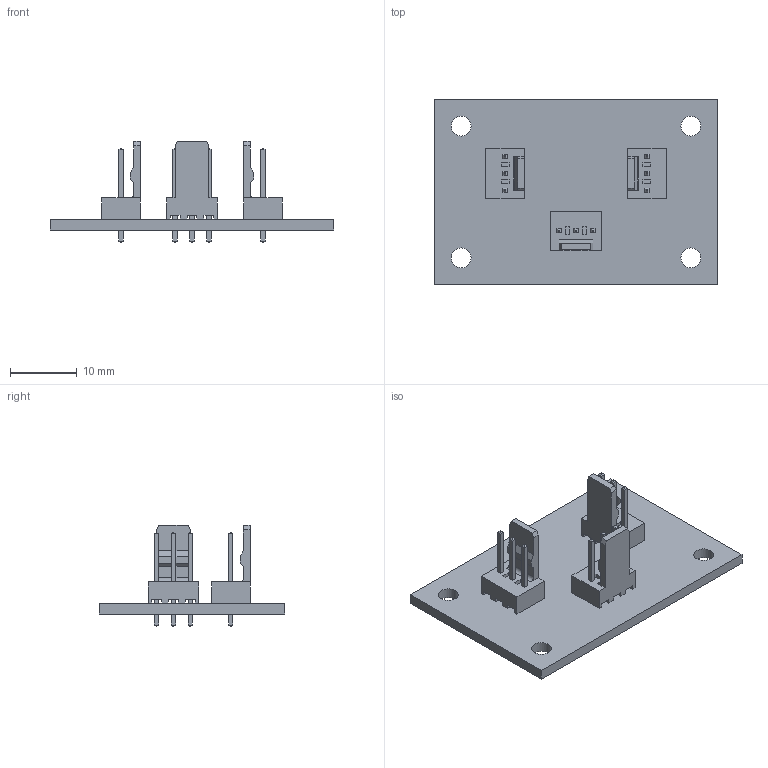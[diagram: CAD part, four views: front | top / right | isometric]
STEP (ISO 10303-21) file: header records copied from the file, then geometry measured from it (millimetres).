
FILE_DESCRIPTION(('KiCad electronic assembly'),'2;1');
FILE_NAME('vertical_motors.step','2020-10-10T16:06:46',('An Author'),( 'A Company'),'Open CASCADE STEP processor 6.9', 'KiCad to STEP converter','Unknown');
FILE_SCHEMA(('AUTOMOTIVE_DESIGN { 1 0 10303 214 1 1 1 1 }'));
Length unit declared in the file: millimetre
Products named in the file (4): Open CASCADE STEP translator 6.9 1; Molex_KK-254_AE-6410-03A_1x03_P2.54mm_Vertical; SOLID; COMPOUND
Assembly tree (5 placements, depth 3):
  Open CASCADE STEP translator 6.9 1
    Molex_KK-254_AE-6410-03A_1x03_P2.54mm_Vertical  x3
      SOLID
    COMPOUND
Bounding box: 42.67 x 27.94 x 15.26 mm (x, y, z)
Volume: 2391.4 mm3; surface area: 3849.8 mm2
Topology: 4 solids, 4 shells, 292 faces, 726 edges, 460 vertices
Faces by surface type: plane 276, cylinder 16
Full cylindrical faces by diameter (mm): 1.19 x9, 3 x4
Entity records: 7682 total; most frequent: CARTESIAN_POINT 1282, DIRECTION 1061, LINE 772, VECTOR 772, ORIENTED_EDGE 552, PCURVE 552, DEFINITIONAL_REPRESENTATION 552, EDGE_CURVE 276
